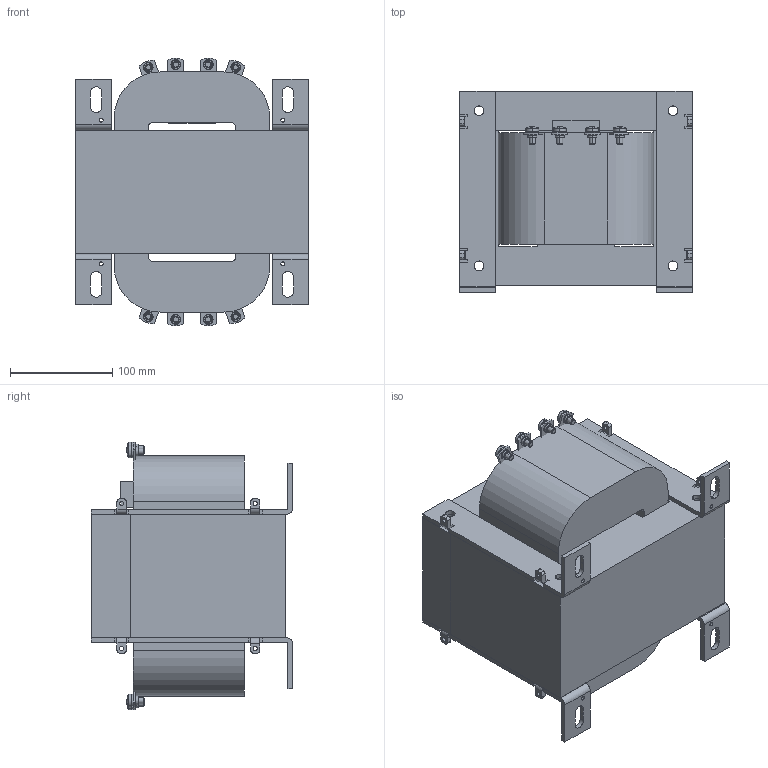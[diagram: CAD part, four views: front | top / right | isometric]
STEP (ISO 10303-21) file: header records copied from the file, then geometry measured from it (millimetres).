
FILE_DESCRIPTION (( 'STEP AP214' ), '1' );
FILE_NAME ('SP5000ACP.step', '2019-03-27T13:37:53', ( '' ), ( '' ), 'SwSTEP 2.0', 'SolidWorks 2018', '' );
FILE_SCHEMA (( 'AUTOMOTIVE_DESIGN' ));
Length unit declared in the file: inch
Products named in the file (1): SP5000ACP
Bounding box: 228.6 x 197 x 262.19 mm (x, y, z)
Volume: 6825250 mm3; surface area: 564282.9 mm2
Topology: 32 solids, 32 shells, 632 faces, 1616 edges, 1064 vertices
Faces by surface type: plane 348, cylinder 232, bspline 20, cone 16, torus 16
Entity records: 20989 total; most frequent: CARTESIAN_POINT 4901, DIRECTION 3258, ORIENTED_EDGE 3232, EDGE_CURVE 1616, AXIS2_PLACEMENT_3D 1149, VERTEX_POINT 1064, VECTOR 960, LINE 960
